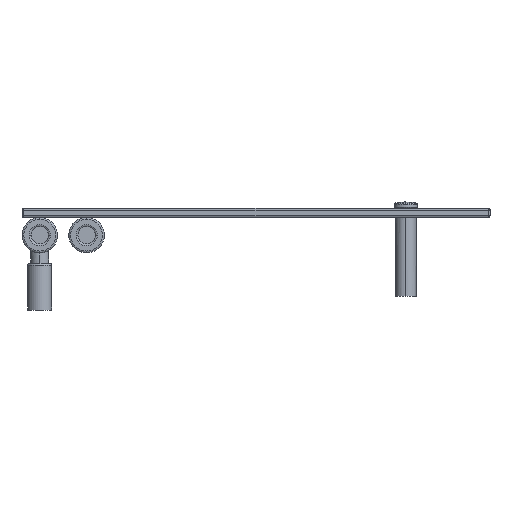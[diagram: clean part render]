
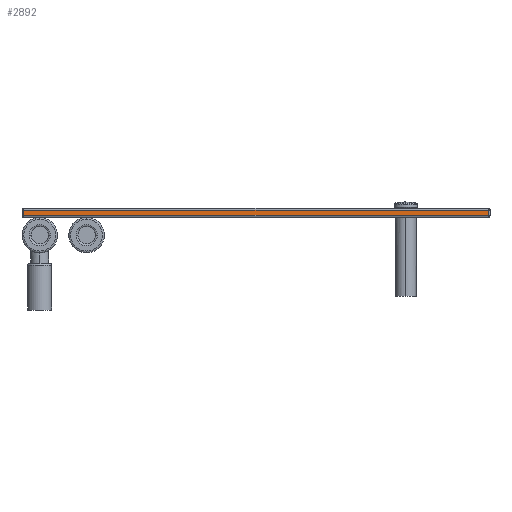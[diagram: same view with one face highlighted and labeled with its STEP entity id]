
A CAD part, front view. The second image highlights one B-rep face of the part: STEP entity #2892.
In plain terms, the highlighted planar face has unit normal (0, -1, 0).
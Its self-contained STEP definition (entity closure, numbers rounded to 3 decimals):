
#2377=DIRECTION('',(0.,0.,1.));
#2378=VECTOR('',#2377,5.5);
#2379=CARTESIAN_POINT('',(-17.,6.5,21.25));
#2380=LINE('',#2379,#2378);
#2384=DIRECTION('',(1.,0.,0.));
#2385=VECTOR('',#2384,496.);
#2386=CARTESIAN_POINT('',(-17.,6.5,26.75));
#2387=LINE('',#2386,#2385);
#2391=DIRECTION('',(0.,0.,-1.));
#2392=VECTOR('',#2391,5.5);
#2393=CARTESIAN_POINT('',(479.,6.5,26.75));
#2394=LINE('',#2393,#2392);
#2526=DIRECTION('',(1.,0.,0.));
#2527=VECTOR('',#2526,496.);
#2528=CARTESIAN_POINT('',(-17.,6.5,21.25));
#2529=LINE('',#2528,#2527);
#2719=CARTESIAN_POINT('',(-17.,6.5,21.25));
#2720=VERTEX_POINT('',#2719);
#2723=CARTESIAN_POINT('',(-17.,6.5,26.75));
#2724=VERTEX_POINT('',#2723);
#2759=CARTESIAN_POINT('',(479.,6.5,26.75));
#2760=VERTEX_POINT('',#2759);
#2763=CARTESIAN_POINT('',(479.,6.5,21.25));
#2764=VERTEX_POINT('',#2763);
#2878=CARTESIAN_POINT('',(-19.,6.5,26.75));
#2879=DIRECTION('',(0.,-1.,0.));
#2880=DIRECTION('',(0.,0.,-1.));
#2881=AXIS2_PLACEMENT_3D('',#2878,#2879,#2880);
#2882=PLANE('',#2881);
#2883=ORIENTED_EDGE('',*,*,#2872,.T.);
#2885=ORIENTED_EDGE('',*,*,#2884,.T.);
#2887=ORIENTED_EDGE('',*,*,#2886,.T.);
#2889=ORIENTED_EDGE('',*,*,#2888,.F.);
#2890=EDGE_LOOP('',(#2883,#2885,#2887,#2889));
#2891=FACE_OUTER_BOUND('',#2890,.F.);
#2872=EDGE_CURVE('',#2720,#2724,#2380,.T.);
#2884=EDGE_CURVE('',#2724,#2760,#2387,.T.);
#2886=EDGE_CURVE('',#2760,#2764,#2394,.T.);
#2888=EDGE_CURVE('',#2720,#2764,#2529,.T.);
#2892=ADVANCED_FACE('',(#2891),#2882,.T.);
